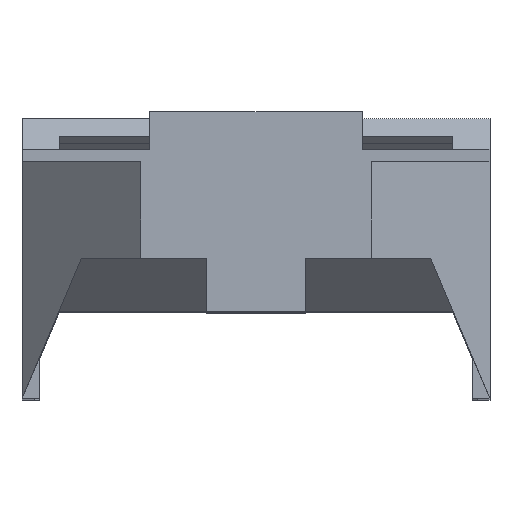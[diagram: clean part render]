
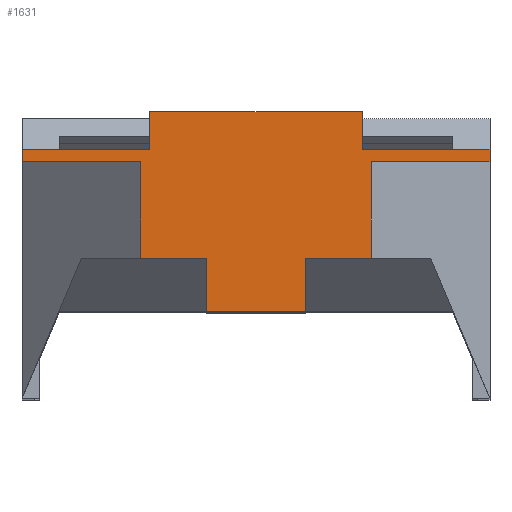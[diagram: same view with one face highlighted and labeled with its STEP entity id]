
A CAD part, top view. The second image highlights one B-rep face of the part: STEP entity #1631.
In plain terms, the highlighted planar face has unit normal (0, 0, 1).
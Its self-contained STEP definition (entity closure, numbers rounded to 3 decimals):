
#219=DIRECTION('',(-1.,0.,0.));
#220=VECTOR('',#219,19.);
#221=CARTESIAN_POINT('',(37.5,38.,79.566));
#222=LINE('',#221,#220);
#247=DIRECTION('',(1.,0.,0.));
#248=VECTOR('',#247,19.);
#249=CARTESIAN_POINT('',(-37.5,38.,79.566));
#250=LINE('',#249,#248);
#263=DIRECTION('',(0.,1.,0.));
#264=VECTOR('',#263,8.5);
#265=CARTESIAN_POINT('',(-8.,14.,79.566));
#266=LINE('',#265,#264);
#267=DIRECTION('',(-1.,0.,0.));
#268=VECTOR('',#267,10.5);
#269=CARTESIAN_POINT('',(-8.,22.5,79.566));
#270=LINE('',#269,#268);
#271=DIRECTION('',(0.,1.,0.));
#272=VECTOR('',#271,15.5);
#273=CARTESIAN_POINT('',(-18.5,22.5,79.566));
#274=LINE('',#273,#272);
#275=DIRECTION('',(0.,-1.,0.));
#276=VECTOR('',#275,2.);
#277=CARTESIAN_POINT('',(-37.5,40.,79.566));
#278=LINE('',#277,#276);
#279=DIRECTION('',(1.,0.,0.));
#280=VECTOR('',#279,20.5);
#281=CARTESIAN_POINT('',(-37.5,40.,79.566));
#282=LINE('',#281,#280);
#283=DIRECTION('',(1.,0.,0.));
#284=VECTOR('',#283,20.5);
#285=CARTESIAN_POINT('',(17.,40.,79.566));
#286=LINE('',#285,#284);
#287=DIRECTION('',(0.,-1.,0.));
#288=VECTOR('',#287,2.);
#289=CARTESIAN_POINT('',(37.5,40.,79.566));
#290=LINE('',#289,#288);
#291=DIRECTION('',(0.,1.,0.));
#292=VECTOR('',#291,15.5);
#293=CARTESIAN_POINT('',(18.5,22.5,79.566));
#294=LINE('',#293,#292);
#295=DIRECTION('',(1.,0.,0.));
#296=VECTOR('',#295,10.5);
#297=CARTESIAN_POINT('',(8.,22.5,79.566));
#298=LINE('',#297,#296);
#299=DIRECTION('',(0.,1.,0.));
#300=VECTOR('',#299,8.5);
#301=CARTESIAN_POINT('',(8.,14.,79.566));
#302=LINE('',#301,#300);
#303=DIRECTION('',(1.,0.,0.));
#304=VECTOR('',#303,16.);
#305=CARTESIAN_POINT('',(-8.,14.,79.566));
#306=LINE('',#305,#304);
#947=DIRECTION('',(0.,-1.,0.));
#948=VECTOR('',#947,6.);
#949=CARTESIAN_POINT('',(17.,46.,79.566));
#950=LINE('',#949,#948);
#975=DIRECTION('',(-1.,0.,0.));
#976=VECTOR('',#975,34.);
#977=CARTESIAN_POINT('',(17.,46.,79.566));
#978=LINE('',#977,#976);
#995=DIRECTION('',(0.,-1.,0.));
#996=VECTOR('',#995,6.);
#997=CARTESIAN_POINT('',(-17.,46.,79.566));
#998=LINE('',#997,#996);
#1194=CARTESIAN_POINT('',(-18.5,38.,79.566));
#1196=VERTEX_POINT('',#1194);
#1201=CARTESIAN_POINT('',(-37.5,38.,79.566));
#1202=VERTEX_POINT('',#1201);
#1205=CARTESIAN_POINT('',(-37.5,40.,79.566));
#1206=VERTEX_POINT('',#1205);
#1210=CARTESIAN_POINT('',(-17.,46.,79.566));
#1212=VERTEX_POINT('',#1210);
#1217=CARTESIAN_POINT('',(-17.,40.,79.566));
#1218=VERTEX_POINT('',#1217);
#1235=CARTESIAN_POINT('',(-18.5,22.5,79.566));
#1237=VERTEX_POINT('',#1235);
#1241=CARTESIAN_POINT('',(-8.,14.,79.566));
#1242=CARTESIAN_POINT('',(-8.,22.5,79.566));
#1243=VERTEX_POINT('',#1241);
#1244=VERTEX_POINT('',#1242);
#1319=CARTESIAN_POINT('',(37.5,38.,79.566));
#1320=CARTESIAN_POINT('',(18.5,38.,79.566));
#1321=VERTEX_POINT('',#1319);
#1322=VERTEX_POINT('',#1320);
#1325=CARTESIAN_POINT('',(37.5,40.,79.566));
#1326=VERTEX_POINT('',#1325);
#1332=CARTESIAN_POINT('',(17.,46.,79.566));
#1334=VERTEX_POINT('',#1332);
#1335=CARTESIAN_POINT('',(17.,40.,79.566));
#1336=VERTEX_POINT('',#1335);
#1351=CARTESIAN_POINT('',(8.,14.,79.566));
#1353=VERTEX_POINT('',#1351);
#1355=CARTESIAN_POINT('',(8.,22.5,79.566));
#1357=VERTEX_POINT('',#1355);
#1421=CARTESIAN_POINT('',(18.5,22.5,79.566));
#1422=VERTEX_POINT('',#1421);
#1594=CARTESIAN_POINT('',(-18.5,0.,79.566));
#1595=DIRECTION('',(0.,0.,1.));
#1596=DIRECTION('',(1.,0.,0.));
#1597=AXIS2_PLACEMENT_3D('',#1594,#1595,#1596);
#1598=PLANE('',#1597);
#1600=ORIENTED_EDGE('',*,*,#1599,.F.);
#1602=ORIENTED_EDGE('',*,*,#1601,.T.);
#1604=ORIENTED_EDGE('',*,*,#1603,.T.);
#1606=ORIENTED_EDGE('',*,*,#1605,.T.);
#1607=ORIENTED_EDGE('',*,*,#1550,.F.);
#1609=ORIENTED_EDGE('',*,*,#1608,.F.);
#1611=ORIENTED_EDGE('',*,*,#1610,.T.);
#1613=ORIENTED_EDGE('',*,*,#1612,.F.);
#1615=ORIENTED_EDGE('',*,*,#1614,.F.);
#1617=ORIENTED_EDGE('',*,*,#1616,.T.);
#1619=ORIENTED_EDGE('',*,*,#1618,.T.);
#1621=ORIENTED_EDGE('',*,*,#1620,.T.);
#1622=ORIENTED_EDGE('',*,*,#1504,.T.);
#1624=ORIENTED_EDGE('',*,*,#1623,.F.);
#1626=ORIENTED_EDGE('',*,*,#1625,.F.);
#1628=ORIENTED_EDGE('',*,*,#1627,.F.);
#1629=EDGE_LOOP('',(#1600,#1602,#1604,#1606,#1607,#1609,#1611,#1613,#1615,#1617,
#1619,#1621,#1622,#1624,#1626,#1628));
#1630=FACE_OUTER_BOUND('',#1629,.F.);
#1504=EDGE_CURVE('',#1321,#1322,#222,.T.);
#1550=EDGE_CURVE('',#1202,#1196,#250,.T.);
#1599=EDGE_CURVE('',#1243,#1353,#306,.T.);
#1601=EDGE_CURVE('',#1243,#1244,#266,.T.);
#1603=EDGE_CURVE('',#1244,#1237,#270,.T.);
#1605=EDGE_CURVE('',#1237,#1196,#274,.T.);
#1608=EDGE_CURVE('',#1206,#1202,#278,.T.);
#1610=EDGE_CURVE('',#1206,#1218,#282,.T.);
#1612=EDGE_CURVE('',#1212,#1218,#998,.T.);
#1614=EDGE_CURVE('',#1334,#1212,#978,.T.);
#1616=EDGE_CURVE('',#1334,#1336,#950,.T.);
#1618=EDGE_CURVE('',#1336,#1326,#286,.T.);
#1620=EDGE_CURVE('',#1326,#1321,#290,.T.);
#1623=EDGE_CURVE('',#1422,#1322,#294,.T.);
#1625=EDGE_CURVE('',#1357,#1422,#298,.T.);
#1627=EDGE_CURVE('',#1353,#1357,#302,.T.);
#1631=ADVANCED_FACE('',(#1630),#1598,.T.);
